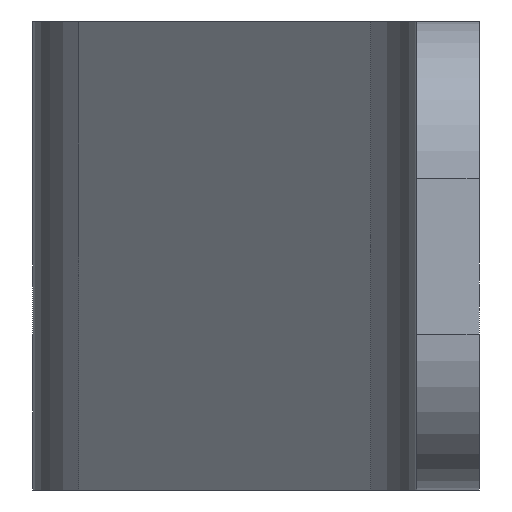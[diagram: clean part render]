
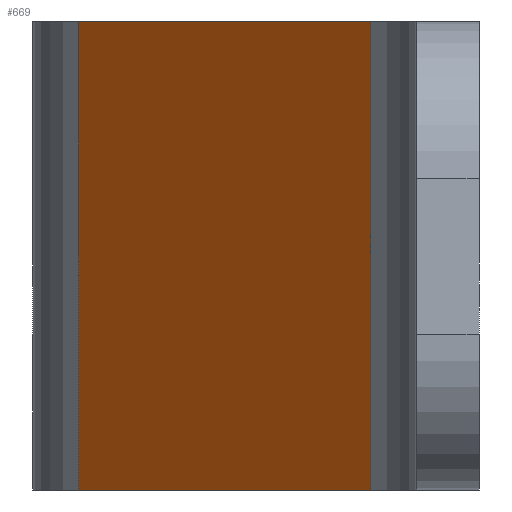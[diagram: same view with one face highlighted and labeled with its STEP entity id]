
A CAD part, front view. The second image highlights one B-rep face of the part: STEP entity #669.
In plain terms, the highlighted planar face has unit normal (-0.707, -0.707, 0).
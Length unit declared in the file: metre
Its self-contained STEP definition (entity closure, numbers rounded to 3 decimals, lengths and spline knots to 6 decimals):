
#56=LINE('',#1106,#88);
#57=LINE('',#1109,#89);
#58=LINE('',#1111,#90);
#59=LINE('',#1113,#91);
#88=VECTOR('',#887,1.);
#89=VECTOR('',#888,1.);
#90=VECTOR('',#889,1.);
#91=VECTOR('',#890,1.);
#149=ORIENTED_EDGE('',*,*,#315,.F.);
#150=ORIENTED_EDGE('',*,*,#316,.T.);
#151=ORIENTED_EDGE('',*,*,#317,.T.);
#152=ORIENTED_EDGE('',*,*,#318,.T.);
#315=EDGE_CURVE('',#397,#398,#56,.T.);
#316=EDGE_CURVE('',#397,#399,#57,.F.);
#317=EDGE_CURVE('',#399,#400,#58,.T.);
#318=EDGE_CURVE('',#400,#398,#59,.T.);
#397=VERTEX_POINT('',#1107);
#398=VERTEX_POINT('',#1108);
#399=VERTEX_POINT('',#1110);
#400=VERTEX_POINT('',#1112);
#500=EDGE_LOOP('',(#149,#150,#151,#152));
#590=FACE_BOUND('',#500,.T.);
#659=PLANE('',#745);
#669=ADVANCED_FACE('',(#590),#659,.T.);
#745=AXIS2_PLACEMENT_3D('',#1105,#885,#886);
#885=DIRECTION('',(-0.707,-0.707,0.));
#886=DIRECTION('',(0.707,-0.707,0.));
#887=DIRECTION('',(-0.707,0.707,0.));
#888=DIRECTION('',(0.,0.,-1.));
#889=DIRECTION('',(-0.707,0.707,0.));
#890=DIRECTION('',(0.,0.,-1.));
#1105=CARTESIAN_POINT('',(0.0315,0.0226,0.03));
#1106=CARTESIAN_POINT('',(0.0315,0.0226,0.));
#1107=CARTESIAN_POINT('',(0.051171,0.002929,0.));
#1108=CARTESIAN_POINT('',(0.032429,0.021671,0.));
#1109=CARTESIAN_POINT('',(0.051171,0.002929,0.03));
#1110=CARTESIAN_POINT('',(0.051171,0.002929,0.03));
#1111=CARTESIAN_POINT('',(0.0315,0.0226,0.03));
#1112=CARTESIAN_POINT('',(0.032429,0.021671,0.03));
#1113=CARTESIAN_POINT('',(0.032429,0.021671,0.));
